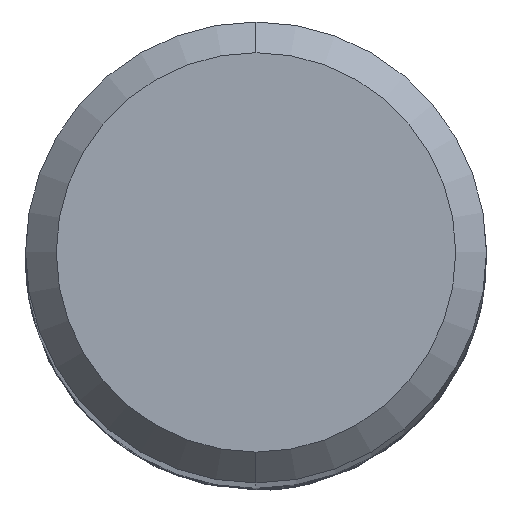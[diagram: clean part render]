
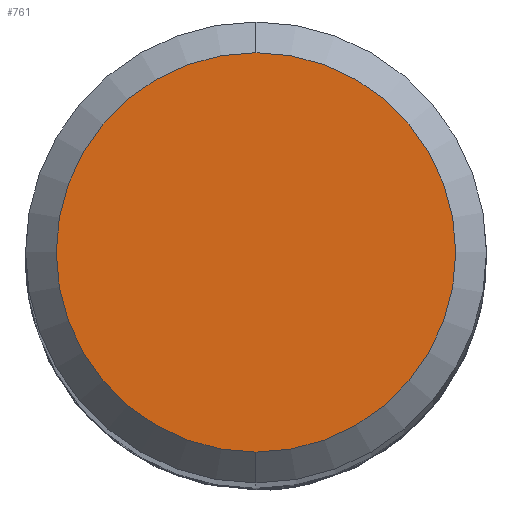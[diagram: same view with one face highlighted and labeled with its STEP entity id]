
A CAD part, top view. The second image highlights one B-rep face of the part: STEP entity #761.
In plain terms, the highlighted planar face has unit normal (0, 0, 1).
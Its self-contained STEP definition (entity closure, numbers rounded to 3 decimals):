
#681=EDGE_CURVE('',#1205,#931,#1838,.T.);
#761=ADVANCED_FACE('',(#1927),#1928,.T.);
#931=VERTEX_POINT('',#2113);
#1205=VERTEX_POINT('',#2413);
#1599=EDGE_CURVE('',#931,#1205,#2843,.T.);
#1838=CIRCLE('',#4464,2.6);
#1927=FACE_OUTER_BOUND('',#5763,.T.);
#1928=PLANE('',#5764);
#2113=CARTESIAN_POINT('',(0.,-2.6,0.0));
#2413=CARTESIAN_POINT('',(0.0,2.6,0.0));
#2843=CIRCLE('',#14860,2.6);
#4464=AXIS2_PLACEMENT_3D('',#15919,#15920,#15921);
#5763=EDGE_LOOP('',(#16026,#16027));
#5764=AXIS2_PLACEMENT_3D('',#16028,#16029,#16030);
#14860=AXIS2_PLACEMENT_3D('',#16913,#16914,#16915);
#15919=CARTESIAN_POINT('',(0.0,0.0,0.0));
#15920=DIRECTION('',(0.0,0.0,-1.0));
#15921=DIRECTION('',(0.0,1.0,0.0));
#16026=ORIENTED_EDGE('',*,*,#681,.F.);
#16027=ORIENTED_EDGE('',*,*,#1599,.F.);
#16028=CARTESIAN_POINT('',(0.0,1.3,0.0));
#16029=DIRECTION('',(-0.0,0.0,1.0));
#16030=DIRECTION('',(0.0,-1.0,0.0));
#16913=CARTESIAN_POINT('',(0.0,0.0,0.0));
#16914=DIRECTION('',(0.0,0.0,-1.0));
#16915=DIRECTION('',(0.0,1.0,0.0));
